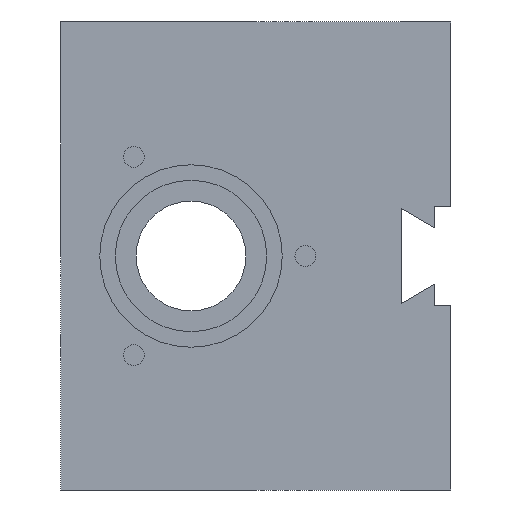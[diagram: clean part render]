
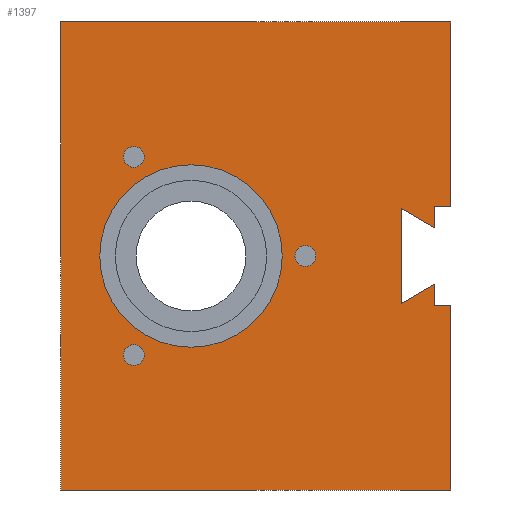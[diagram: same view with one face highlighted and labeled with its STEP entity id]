
A CAD part, left-side view. The second image highlights one B-rep face of the part: STEP entity #1397.
In plain terms, the highlighted planar face has unit normal (-1, 0, 0).
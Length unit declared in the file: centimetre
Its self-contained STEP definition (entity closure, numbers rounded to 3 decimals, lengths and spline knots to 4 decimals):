
#60=FACE_BOUND('',#294,.T.);
#61=FACE_BOUND('',#295,.T.);
#62=FACE_BOUND('',#296,.T.);
#63=FACE_BOUND('',#297,.T.);
#133=CIRCLE('',#1506,1.755);
#134=CIRCLE('',#1507,0.2);
#135=CIRCLE('',#1508,0.2);
#136=CIRCLE('',#1509,0.2);
#195=FACE_OUTER_BOUND('',#293,.T.);
#293=EDGE_LOOP('',(#968,#969,#970,#971,#972,#973,#974,#975,#976,#977,#978,
#979));
#294=EDGE_LOOP('',(#980));
#295=EDGE_LOOP('',(#981));
#296=EDGE_LOOP('',(#982));
#297=EDGE_LOOP('',(#983));
#419=LINE('',#2032,#519);
#423=LINE('',#2043,#523);
#438=LINE('',#2077,#538);
#440=LINE('',#2080,#540);
#443=LINE('',#2086,#543);
#448=LINE('',#2096,#548);
#453=LINE('',#2150,#553);
#454=LINE('',#2152,#554);
#455=LINE('',#2153,#555);
#456=LINE('',#2155,#556);
#457=LINE('',#2157,#557);
#458=LINE('',#2158,#558);
#519=VECTOR('',#1626,3.54);
#523=VECTOR('',#1634,3.54);
#538=VECTOR('',#1657,0.4203);
#540=VECTOR('',#1661,0.31);
#543=VECTOR('',#1666,0.31);
#548=VECTOR('',#1673,0.4203);
#553=VECTOR('',#1732,0.7506);
#554=VECTOR('',#1733,1.83);
#555=VECTOR('',#1734,0.7506);
#556=VECTOR('',#1735,7.5);
#557=VECTOR('',#1736,9.);
#558=VECTOR('',#1737,7.5);
#619=VERTEX_POINT('',#2029);
#620=VERTEX_POINT('',#2031);
#624=VERTEX_POINT('',#2040);
#625=VERTEX_POINT('',#2042);
#635=VERTEX_POINT('',#2066);
#640=VERTEX_POINT('',#2075);
#641=VERTEX_POINT('',#2082);
#643=VERTEX_POINT('',#2088);
#668=VERTEX_POINT('',#2149);
#669=VERTEX_POINT('',#2151);
#670=VERTEX_POINT('',#2154);
#671=VERTEX_POINT('',#2156);
#672=VERTEX_POINT('',#2159);
#673=VERTEX_POINT('',#2161);
#674=VERTEX_POINT('',#2163);
#675=VERTEX_POINT('',#2165);
#747=EDGE_CURVE('',#620,#619,#419,.T.);
#752=EDGE_CURVE('',#625,#624,#423,.T.);
#768=EDGE_CURVE('',#635,#640,#438,.T.);
#770=EDGE_CURVE('',#619,#635,#440,.T.);
#773=EDGE_CURVE('',#641,#625,#443,.T.);
#778=EDGE_CURVE('',#643,#641,#448,.T.);
#800=EDGE_CURVE('',#640,#668,#453,.T.);
#801=EDGE_CURVE('',#668,#669,#454,.T.);
#802=EDGE_CURVE('',#669,#643,#455,.T.);
#803=EDGE_CURVE('',#670,#624,#456,.T.);
#804=EDGE_CURVE('',#671,#670,#457,.T.);
#805=EDGE_CURVE('',#671,#620,#458,.T.);
#806=EDGE_CURVE('',#672,#672,#133,.T.);
#807=EDGE_CURVE('',#673,#673,#134,.T.);
#808=EDGE_CURVE('',#674,#674,#135,.T.);
#809=EDGE_CURVE('',#675,#675,#136,.T.);
#968=ORIENTED_EDGE('',*,*,#747,.T.);
#969=ORIENTED_EDGE('',*,*,#770,.T.);
#970=ORIENTED_EDGE('',*,*,#768,.T.);
#971=ORIENTED_EDGE('',*,*,#800,.T.);
#972=ORIENTED_EDGE('',*,*,#801,.T.);
#973=ORIENTED_EDGE('',*,*,#802,.T.);
#974=ORIENTED_EDGE('',*,*,#778,.T.);
#975=ORIENTED_EDGE('',*,*,#773,.T.);
#976=ORIENTED_EDGE('',*,*,#752,.T.);
#977=ORIENTED_EDGE('',*,*,#803,.F.);
#978=ORIENTED_EDGE('',*,*,#804,.F.);
#979=ORIENTED_EDGE('',*,*,#805,.T.);
#980=ORIENTED_EDGE('',*,*,#806,.F.);
#981=ORIENTED_EDGE('',*,*,#807,.F.);
#982=ORIENTED_EDGE('',*,*,#808,.F.);
#983=ORIENTED_EDGE('',*,*,#809,.F.);
#1246=PLANE('',#1505);
#1397=ADVANCED_FACE('',(#195,#60,#61,#62,#63),#1246,.F.);
#1505=AXIS2_PLACEMENT_3D('',#2148,#1730,#1731);
#1506=AXIS2_PLACEMENT_3D('',#2160,#1738,#1739);
#1507=AXIS2_PLACEMENT_3D('',#2162,#1740,#1741);
#1508=AXIS2_PLACEMENT_3D('',#2164,#1742,#1743);
#1509=AXIS2_PLACEMENT_3D('',#2166,#1744,#1745);
#1626=DIRECTION('',(0.,0.,1.));
#1634=DIRECTION('',(0.,0.,1.));
#1657=DIRECTION('',(0.,0.,1.));
#1661=DIRECTION('',(0.,1.,0.));
#1666=DIRECTION('',(0.,-1.,0.));
#1673=DIRECTION('',(0.,0.,1.));
#1730=DIRECTION('center_axis',(1.,0.,0.));
#1731=DIRECTION('ref_axis',(0.,0.,-1.));
#1732=DIRECTION('',(0.,0.866,-0.5));
#1733=DIRECTION('',(0.,0.,1.));
#1734=DIRECTION('',(0.,-0.866,-0.5));
#1735=DIRECTION('',(0.,-1.,0.));
#1736=DIRECTION('',(0.,0.,1.));
#1737=DIRECTION('',(0.,-1.,0.));
#1738=DIRECTION('center_axis',(-1.,0.,0.));
#1739=DIRECTION('ref_axis',(0.,0.,1.));
#1740=DIRECTION('center_axis',(-1.,0.,0.));
#1741=DIRECTION('ref_axis',(0.,0.,1.));
#1742=DIRECTION('center_axis',(-1.,0.,0.));
#1743=DIRECTION('ref_axis',(0.,0.,1.));
#1744=DIRECTION('center_axis',(-1.,0.,0.));
#1745=DIRECTION('ref_axis',(0.,0.,1.));
#2029=CARTESIAN_POINT('',(0.,0.,-5.46));
#2031=CARTESIAN_POINT('',(0.,0.,-9.));
#2032=CARTESIAN_POINT('',(0.,0.,-9.));
#2040=CARTESIAN_POINT('',(0.,0.,0.));
#2042=CARTESIAN_POINT('',(0.,0.,-3.54));
#2043=CARTESIAN_POINT('',(0.,0.,-3.54));
#2066=CARTESIAN_POINT('',(0.,0.31,-5.46));
#2075=CARTESIAN_POINT('',(0.,0.31,-5.0397));
#2077=CARTESIAN_POINT('',(0.,0.31,-5.46));
#2080=CARTESIAN_POINT('',(0.,0.,-5.46));
#2082=CARTESIAN_POINT('',(0.,0.31,-3.54));
#2086=CARTESIAN_POINT('',(0.,0.31,-3.54));
#2088=CARTESIAN_POINT('',(0.,0.31,-3.9603));
#2096=CARTESIAN_POINT('',(0.,0.31,-3.9603));
#2148=CARTESIAN_POINT('Origin',(0.,7.5,0.));
#2149=CARTESIAN_POINT('',(0.,0.96,-5.415));
#2150=CARTESIAN_POINT('',(0.,0.31,-5.0397));
#2151=CARTESIAN_POINT('',(0.,0.96,-3.585));
#2152=CARTESIAN_POINT('',(0.,0.96,-5.415));
#2153=CARTESIAN_POINT('',(0.,0.96,-3.585));
#2154=CARTESIAN_POINT('',(0.,7.5,0.));
#2155=CARTESIAN_POINT('',(0.,7.5,0.));
#2156=CARTESIAN_POINT('',(0.,7.5,-9.));
#2157=CARTESIAN_POINT('',(0.,7.5,-9.));
#2158=CARTESIAN_POINT('',(0.,7.5,-9.));
#2159=CARTESIAN_POINT('',(0.,5.,-2.745));
#2160=CARTESIAN_POINT('Origin',(0.,5.,-4.5));
#2161=CARTESIAN_POINT('',(0.,6.1,-2.3947));
#2162=CARTESIAN_POINT('Origin',(0.,6.1,-2.5947));
#2163=CARTESIAN_POINT('',(0.,6.1,-6.2053));
#2164=CARTESIAN_POINT('Origin',(0.,6.1,-6.4053));
#2165=CARTESIAN_POINT('',(0.,2.8,-4.3));
#2166=CARTESIAN_POINT('Origin',(0.,2.8,-4.5));
